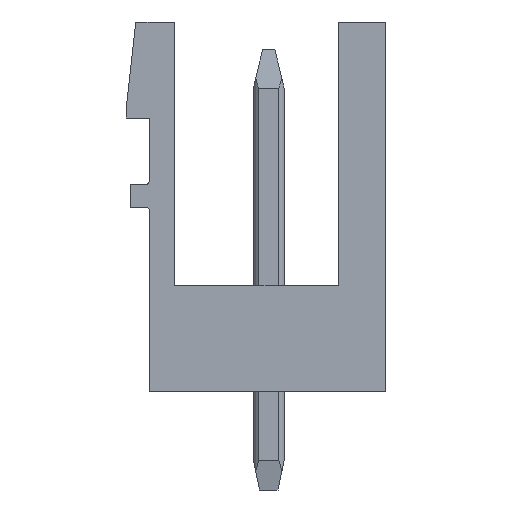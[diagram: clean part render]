
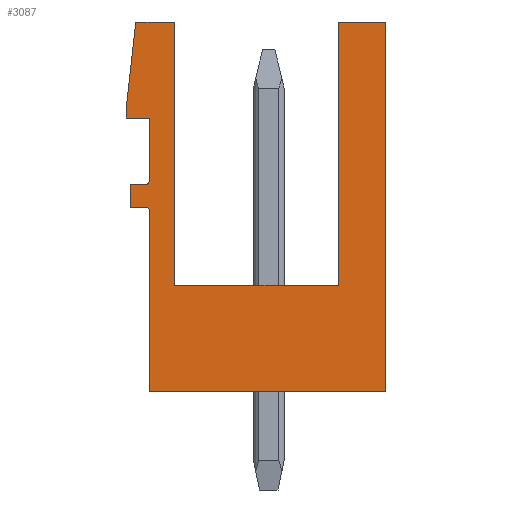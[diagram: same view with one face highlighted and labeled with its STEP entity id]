
A CAD part, left-side view. The second image highlights one B-rep face of the part: STEP entity #3087.
In plain terms, the highlighted planar face has unit normal (-1, 0, 0).
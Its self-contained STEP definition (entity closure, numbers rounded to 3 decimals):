
#1999=AXIS2_PLACEMENT_3D('Circle Axis2P3D',#1997,#1998,$) ;
#2123=AXIS2_PLACEMENT_3D('Circle Axis2P3D',#2121,#2122,$) ;
#3042=AXIS2_PLACEMENT_3D('Plane Axis2P3D',#3039,#3040,#3041) ;
#49=CARTESIAN_POINT('Vertex',(0.,0.,15.2)) ;
#52=CARTESIAN_POINT('Line Origine',(0.,0.,9.2)) ;
#56=CARTESIAN_POINT('Vertex',(0.,0.,3.2)) ;
#89=CARTESIAN_POINT('Vertex',(0.,8.12,15.2)) ;
#92=CARTESIAN_POINT('Line Origine',(0.,7.49,15.2)) ;
#96=CARTESIAN_POINT('Vertex',(0.,6.86,15.2)) ;
#1039=CARTESIAN_POINT('Line Origine',(0.,0.77,15.2)) ;
#1043=CARTESIAN_POINT('Vertex',(0.,1.54,15.2)) ;
#1387=CARTESIAN_POINT('Vertex',(0.,8.43,12.08)) ;
#1390=CARTESIAN_POINT('Line Origine',(0.,8.43,12.24)) ;
#1394=CARTESIAN_POINT('Vertex',(0.,8.43,12.4)) ;
#1607=CARTESIAN_POINT('Vertex',(0.,7.68,12.08)) ;
#1610=CARTESIAN_POINT('Line Origine',(0.,8.055,12.08)) ;
#1892=CARTESIAN_POINT('Vertex',(0.,7.68,10.03)) ;
#1895=CARTESIAN_POINT('Line Origine',(0.,7.68,11.055)) ;
#1994=CARTESIAN_POINT('Vertex',(0.,7.78,9.93)) ;
#1997=CARTESIAN_POINT('Axis2P3D Location',(0.,7.78,10.03)) ;
#2025=CARTESIAN_POINT('Vertex',(0.,8.3,9.93)) ;
#2028=CARTESIAN_POINT('Line Origine',(0.,8.04,9.93)) ;
#2056=CARTESIAN_POINT('Vertex',(0.,8.3,9.18)) ;
#2059=CARTESIAN_POINT('Line Origine',(0.,8.3,9.555)) ;
#2087=CARTESIAN_POINT('Vertex',(0.,7.78,9.18)) ;
#2090=CARTESIAN_POINT('Line Origine',(0.,8.04,9.18)) ;
#2118=CARTESIAN_POINT('Vertex',(0.,7.68,9.08)) ;
#2121=CARTESIAN_POINT('Axis2P3D Location',(0.,7.78,9.08)) ;
#2144=CARTESIAN_POINT('Vertex',(0.,7.68,3.2)) ;
#2147=CARTESIAN_POINT('Line Origine',(0.,7.68,6.14)) ;
#2169=CARTESIAN_POINT('Line Origine',(0.,3.84,3.2)) ;
#3039=CARTESIAN_POINT('Axis2P3D Location',(0.,0.,0.)) ;
#3044=CARTESIAN_POINT('Line Origine',(0.,8.275,13.8)) ;
#3049=CARTESIAN_POINT('Line Origine',(0.,1.54,10.925)) ;
#3053=CARTESIAN_POINT('Vertex',(0.,1.54,6.65)) ;
#3056=CARTESIAN_POINT('Line Origine',(0.,4.2,6.65)) ;
#3060=CARTESIAN_POINT('Vertex',(0.,6.86,6.65)) ;
#3063=CARTESIAN_POINT('Line Origine',(0.,6.86,10.925)) ;
#53=DIRECTION('Vector Direction',(0.,0.,1.)) ;
#93=DIRECTION('Vector Direction',(0.,-1.,0.)) ;
#1040=DIRECTION('Vector Direction',(0.,-1.,0.)) ;
#1391=DIRECTION('Vector Direction',(0.,0.,1.)) ;
#1611=DIRECTION('Vector Direction',(0.,1.,0.)) ;
#1896=DIRECTION('Vector Direction',(0.,0.,1.)) ;
#1998=DIRECTION('Axis2P3D Direction',(-1.,0.,0.)) ;
#2029=DIRECTION('Vector Direction',(0.,-1.,0.)) ;
#2060=DIRECTION('Vector Direction',(0.,0.,1.)) ;
#2091=DIRECTION('Vector Direction',(0.,1.,0.)) ;
#2122=DIRECTION('Axis2P3D Direction',(-1.,0.,0.)) ;
#2148=DIRECTION('Vector Direction',(0.,0.,-1.)) ;
#2170=DIRECTION('Vector Direction',(0.,1.,0.)) ;
#3040=DIRECTION('Axis2P3D Direction',(-1.,0.,0.)) ;
#3041=DIRECTION('Axis2P3D XDirection',(0.,0.,1.)) ;
#3045=DIRECTION('Vector Direction',(0.,-0.11,0.994)) ;
#3050=DIRECTION('Vector Direction',(0.,0.,-1.)) ;
#3057=DIRECTION('Vector Direction',(0.,-1.,0.)) ;
#3064=DIRECTION('Vector Direction',(0.,0.,-1.)) ;
#54=VECTOR('Line Direction',#53,1.) ;
#94=VECTOR('Line Direction',#93,1.) ;
#1041=VECTOR('Line Direction',#1040,1.) ;
#1392=VECTOR('Line Direction',#1391,1.) ;
#1612=VECTOR('Line Direction',#1611,1.) ;
#1897=VECTOR('Line Direction',#1896,1.) ;
#2030=VECTOR('Line Direction',#2029,1.) ;
#2061=VECTOR('Line Direction',#2060,1.) ;
#2092=VECTOR('Line Direction',#2091,1.) ;
#2149=VECTOR('Line Direction',#2148,1.) ;
#2171=VECTOR('Line Direction',#2170,1.) ;
#3046=VECTOR('Line Direction',#3045,1.) ;
#3051=VECTOR('Line Direction',#3050,1.) ;
#3058=VECTOR('Line Direction',#3057,1.) ;
#3065=VECTOR('Line Direction',#3064,1.) ;
#3069=ORIENTED_EDGE('',*,*,#98,.T.) ;
#3070=ORIENTED_EDGE('',*,*,#3048,.F.) ;
#3071=ORIENTED_EDGE('',*,*,#1396,.T.) ;
#3072=ORIENTED_EDGE('',*,*,#1614,.T.) ;
#3073=ORIENTED_EDGE('',*,*,#1899,.T.) ;
#3074=ORIENTED_EDGE('',*,*,#2001,.T.) ;
#3075=ORIENTED_EDGE('',*,*,#2032,.T.) ;
#3076=ORIENTED_EDGE('',*,*,#2063,.T.) ;
#3077=ORIENTED_EDGE('',*,*,#2094,.T.) ;
#3078=ORIENTED_EDGE('',*,*,#2125,.T.) ;
#3079=ORIENTED_EDGE('',*,*,#2151,.T.) ;
#3080=ORIENTED_EDGE('',*,*,#2173,.T.) ;
#3081=ORIENTED_EDGE('',*,*,#58,.T.) ;
#3082=ORIENTED_EDGE('',*,*,#1045,.T.) ;
#3083=ORIENTED_EDGE('',*,*,#3055,.T.) ;
#3084=ORIENTED_EDGE('',*,*,#3062,.F.) ;
#3085=ORIENTED_EDGE('',*,*,#3067,.F.) ;
#3087=ADVANCED_FACE('HOUSING',(#3086),#3043,.T.) ;
#2000=CIRCLE('generated circle',#1999,0.1) ;
#2124=CIRCLE('generated circle',#2123,0.1) ;
#58=EDGE_CURVE('',#57,#50,#55,.T.) ;
#98=EDGE_CURVE('',#97,#90,#95,.F.) ;
#1045=EDGE_CURVE('',#50,#1044,#1042,.F.) ;
#1396=EDGE_CURVE('',#1395,#1388,#1393,.F.) ;
#1614=EDGE_CURVE('',#1388,#1608,#1613,.F.) ;
#1899=EDGE_CURVE('',#1608,#1893,#1898,.F.) ;
#2001=EDGE_CURVE('',#1893,#1995,#2000,.F.) ;
#2032=EDGE_CURVE('',#1995,#2026,#2031,.F.) ;
#2063=EDGE_CURVE('',#2026,#2057,#2062,.F.) ;
#2094=EDGE_CURVE('',#2057,#2088,#2093,.F.) ;
#2125=EDGE_CURVE('',#2088,#2119,#2124,.F.) ;
#2151=EDGE_CURVE('',#2119,#2145,#2150,.T.) ;
#2173=EDGE_CURVE('',#2145,#57,#2172,.F.) ;
#3048=EDGE_CURVE('',#1395,#90,#3047,.T.) ;
#3055=EDGE_CURVE('',#1044,#3054,#3052,.T.) ;
#3062=EDGE_CURVE('',#3061,#3054,#3059,.T.) ;
#3067=EDGE_CURVE('',#97,#3061,#3066,.T.) ;
#3068=EDGE_LOOP('',(#3069,#3070,#3071,#3072,#3073,#3074,#3075,#3076,#3077,#3078,#3079,#3080,#3081,#3082,#3083,#3084,#3085)) ;
#3086=FACE_OUTER_BOUND('',#3068,.T.) ;
#55=LINE('Line',#52,#54) ;
#95=LINE('Line',#92,#94) ;
#1042=LINE('Line',#1039,#1041) ;
#1393=LINE('Line',#1390,#1392) ;
#1613=LINE('Line',#1610,#1612) ;
#1898=LINE('Line',#1895,#1897) ;
#2031=LINE('Line',#2028,#2030) ;
#2062=LINE('Line',#2059,#2061) ;
#2093=LINE('Line',#2090,#2092) ;
#2150=LINE('Line',#2147,#2149) ;
#2172=LINE('Line',#2169,#2171) ;
#3047=LINE('Line',#3044,#3046) ;
#3052=LINE('Line',#3049,#3051) ;
#3059=LINE('Line',#3056,#3058) ;
#3066=LINE('Line',#3063,#3065) ;
#3043=PLANE('',#3042) ;
#50=VERTEX_POINT('',#49) ;
#57=VERTEX_POINT('',#56) ;
#90=VERTEX_POINT('',#89) ;
#97=VERTEX_POINT('',#96) ;
#1044=VERTEX_POINT('',#1043) ;
#1388=VERTEX_POINT('',#1387) ;
#1395=VERTEX_POINT('',#1394) ;
#1608=VERTEX_POINT('',#1607) ;
#1893=VERTEX_POINT('',#1892) ;
#1995=VERTEX_POINT('',#1994) ;
#2026=VERTEX_POINT('',#2025) ;
#2057=VERTEX_POINT('',#2056) ;
#2088=VERTEX_POINT('',#2087) ;
#2119=VERTEX_POINT('',#2118) ;
#2145=VERTEX_POINT('',#2144) ;
#3054=VERTEX_POINT('',#3053) ;
#3061=VERTEX_POINT('',#3060) ;
